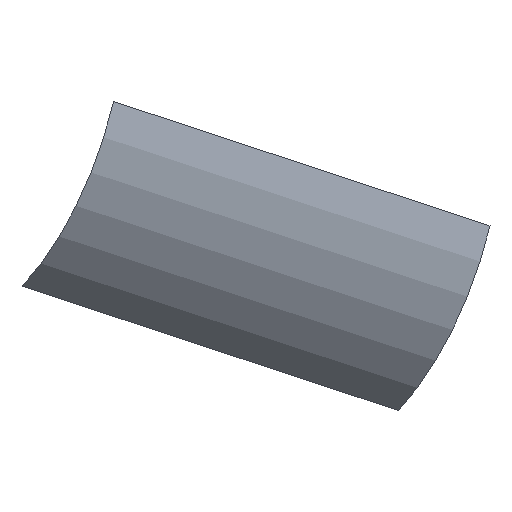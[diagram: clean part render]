
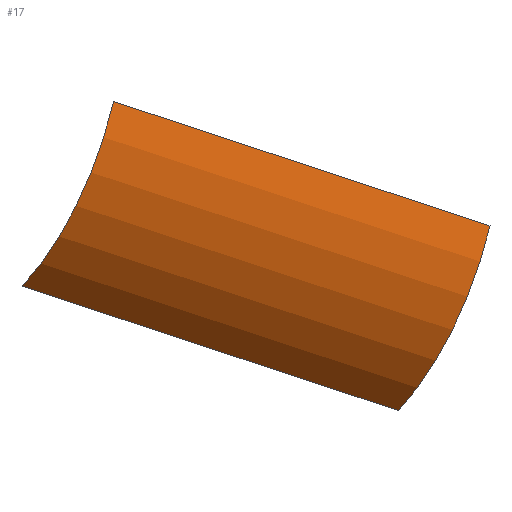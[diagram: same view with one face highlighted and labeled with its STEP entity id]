
A CAD part, top view. The second image highlights one B-rep face of the part: STEP entity #17.
In plain terms, the highlighted cylindrical face has radius 4 mm (diameter 8 mm), a partial arc.
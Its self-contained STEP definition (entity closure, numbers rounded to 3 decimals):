
#17 = ADVANCED_FACE('',(#18),#33,.T.);
#18 = FACE_BOUND('',#19,.T.);
#19 = EDGE_LOOP('',(#20,#66,#104,#143));
#20 = ORIENTED_EDGE('',*,*,#21,.F.);
#21 = EDGE_CURVE('',#22,#24,#26,.T.);
#22 = VERTEX_POINT('',#23);
#23 = CARTESIAN_POINT('',(4.254,0.553,-1.189)
  );
#24 = VERTEX_POINT('',#25);
#25 = CARTESIAN_POINT('',(2.587,-2.806,-2.292
    ));
#26 = SURFACE_CURVE('',#27,(#32),.PCURVE_S1.);
#27 = CIRCLE('',#28,4.);
#28 = AXIS2_PLACEMENT_3D('',#29,#30,#31);
#29 = CARTESIAN_POINT('',(2.393,0.363,-4.724)
  );
#30 = DIRECTION('',(0.855,-0.282,-0.435));
#31 = DIRECTION('',(0.465,0.047,0.884));
#32 = PCURVE('',#33,#38);
#33 = CYLINDRICAL_SURFACE('',#34,4.);
#34 = AXIS2_PLACEMENT_3D('',#35,#36,#37);
#35 = CARTESIAN_POINT('',(-1.027,1.49,-2.984
    ));
#36 = DIRECTION('',(-0.855,0.282,0.435));
#37 = DIRECTION('',(0.048,-0.792,0.608));
#38 = DEFINITIONAL_REPRESENTATION('',(#39),#65);
#39 = B_SPLINE_CURVE_WITH_KNOTS('',3,(#40,#41,#42,#43,#44,#45,#46,#47,
    #48,#49,#50,#51,#52,#53,#54,#55,#56,#57,#58,#59,#60,#61,#62,#63,#64)
  ,.UNSPECIFIED.,.F.,.F.,(4,1,1,1,1,1,1,1,1,1,1,1,1,1,1,1,1,1,1,1,1,1,4)
  ,(0.,0.046,0.093,0.139,
    0.186,0.232,0.278,0.325,
    0.371,0.418,0.464,0.51,
    0.557,0.603,0.65,0.696,
    0.742,0.789,0.835,0.882,
    0.928,0.974,1.021),
  .QUASI_UNIFORM_KNOTS.);
#40 = CARTESIAN_POINT('',(1.021,-4.));
#41 = CARTESIAN_POINT('',(1.005,-4.));
#42 = CARTESIAN_POINT('',(0.974,-4.));
#43 = CARTESIAN_POINT('',(0.928,-4.));
#44 = CARTESIAN_POINT('',(0.882,-4.));
#45 = CARTESIAN_POINT('',(0.835,-4.));
#46 = CARTESIAN_POINT('',(0.789,-4.));
#47 = CARTESIAN_POINT('',(0.742,-4.));
#48 = CARTESIAN_POINT('',(0.696,-4.));
#49 = CARTESIAN_POINT('',(0.65,-4.));
#50 = CARTESIAN_POINT('',(0.603,-4.));
#51 = CARTESIAN_POINT('',(0.557,-4.));
#52 = CARTESIAN_POINT('',(0.51,-4.));
#53 = CARTESIAN_POINT('',(0.464,-4.));
#54 = CARTESIAN_POINT('',(0.418,-4.));
#55 = CARTESIAN_POINT('',(0.371,-4.));
#56 = CARTESIAN_POINT('',(0.325,-4.));
#57 = CARTESIAN_POINT('',(0.278,-4.));
#58 = CARTESIAN_POINT('',(0.232,-4.));
#59 = CARTESIAN_POINT('',(0.186,-4.));
#60 = CARTESIAN_POINT('',(0.139,-4.));
#61 = CARTESIAN_POINT('',(0.093,-4.));
#62 = CARTESIAN_POINT('',(0.046,-4.));
#63 = CARTESIAN_POINT('',(0.015,-4.));
#64 = CARTESIAN_POINT('',(0.,-4.));
#65 = ( GEOMETRIC_REPRESENTATION_CONTEXT(2) 
PARAMETRIC_REPRESENTATION_CONTEXT() REPRESENTATION_CONTEXT('2D SPACE',''
  ) );
#66 = ORIENTED_EDGE('',*,*,#67,.F.);
#67 = EDGE_CURVE('',#68,#22,#70,.T.);
#68 = VERTEX_POINT('',#69);
#69 = CARTESIAN_POINT('',(-2.587,2.806,2.292)
  );
#70 = SURFACE_CURVE('',#71,(#75),.PCURVE_S1.);
#71 = LINE('',#72,#73);
#72 = CARTESIAN_POINT('',(-2.587,2.806,2.292)
  );
#73 = VECTOR('',#74,1.);
#74 = DIRECTION('',(0.855,-0.282,-0.435));
#75 = PCURVE('',#33,#76);
#76 = DEFINITIONAL_REPRESENTATION('',(#77),#103);
#77 = B_SPLINE_CURVE_WITH_KNOTS('',3,(#78,#79,#80,#81,#82,#83,#84,#85,
    #86,#87,#88,#89,#90,#91,#92,#93,#94,#95,#96,#97,#98,#99,#100,#101,
    #102),.UNSPECIFIED.,.F.,.F.,(4,1,1,1,1,1,1,1,1,1,1,1,1,1,1,1,1,1,1,1
    ,1,1,4),(-0.,0.364,0.727,1.091,
    1.455,1.818,2.182,2.545,
    2.909,3.273,3.636,4.,
    4.364,4.727,5.091,5.455,
    5.818,6.182,6.545,6.909,
    7.273,7.636,8.),.QUASI_UNIFORM_KNOTS.);
#78 = CARTESIAN_POINT('',(1.021,4.));
#79 = CARTESIAN_POINT('',(1.021,3.879));
#80 = CARTESIAN_POINT('',(1.021,3.636));
#81 = CARTESIAN_POINT('',(1.021,3.273));
#82 = CARTESIAN_POINT('',(1.021,2.909));
#83 = CARTESIAN_POINT('',(1.021,2.545));
#84 = CARTESIAN_POINT('',(1.021,2.182));
#85 = CARTESIAN_POINT('',(1.021,1.818));
#86 = CARTESIAN_POINT('',(1.021,1.455));
#87 = CARTESIAN_POINT('',(1.021,1.091));
#88 = CARTESIAN_POINT('',(1.021,0.727));
#89 = CARTESIAN_POINT('',(1.021,0.364));
#90 = CARTESIAN_POINT('',(1.021,0.));
#91 = CARTESIAN_POINT('',(1.021,-0.364));
#92 = CARTESIAN_POINT('',(1.021,-0.727));
#93 = CARTESIAN_POINT('',(1.021,-1.091));
#94 = CARTESIAN_POINT('',(1.021,-1.455));
#95 = CARTESIAN_POINT('',(1.021,-1.818));
#96 = CARTESIAN_POINT('',(1.021,-2.182));
#97 = CARTESIAN_POINT('',(1.021,-2.545));
#98 = CARTESIAN_POINT('',(1.021,-2.909));
#99 = CARTESIAN_POINT('',(1.021,-3.273));
#100 = CARTESIAN_POINT('',(1.021,-3.636));
#101 = CARTESIAN_POINT('',(1.021,-3.879));
#102 = CARTESIAN_POINT('',(1.021,-4.));
#103 = ( GEOMETRIC_REPRESENTATION_CONTEXT(2) 
PARAMETRIC_REPRESENTATION_CONTEXT() REPRESENTATION_CONTEXT('2D SPACE',''
  ) );
#104 = ORIENTED_EDGE('',*,*,#105,.F.);
#105 = EDGE_CURVE('',#106,#68,#108,.T.);
#106 = VERTEX_POINT('',#107);
#107 = CARTESIAN_POINT('',(-4.254,-0.553,1.189
    ));
#108 = SURFACE_CURVE('',#109,(#114),.PCURVE_S1.);
#109 = CIRCLE('',#110,4.);
#110 = AXIS2_PLACEMENT_3D('',#111,#112,#113);
#111 = CARTESIAN_POINT('',(-4.448,2.616,
    -1.244));
#112 = DIRECTION('',(-0.855,0.282,0.435));
#113 = DIRECTION('',(0.048,-0.792,0.608)
  );
#114 = PCURVE('',#33,#115);
#115 = DEFINITIONAL_REPRESENTATION('',(#116),#142);
#116 = B_SPLINE_CURVE_WITH_KNOTS('',3,(#117,#118,#119,#120,#121,#122,
    #123,#124,#125,#126,#127,#128,#129,#130,#131,#132,#133,#134,#135,
    #136,#137,#138,#139,#140,#141),.UNSPECIFIED.,.F.,.F.,(4,1,1,1,1,1,1,
    1,1,1,1,1,1,1,1,1,1,1,1,1,1,1,4),(0.,0.046,
    0.093,0.139,0.186,0.232,
    0.278,0.325,0.371,0.418,
    0.464,0.51,0.557,0.603,
    0.65,0.696,0.742,0.789,
    0.835,0.882,0.928,0.974,
    1.021),.QUASI_UNIFORM_KNOTS.);
#117 = CARTESIAN_POINT('',(0.,4.));
#118 = CARTESIAN_POINT('',(0.015,4.));
#119 = CARTESIAN_POINT('',(0.046,4.));
#120 = CARTESIAN_POINT('',(0.093,4.));
#121 = CARTESIAN_POINT('',(0.139,4.));
#122 = CARTESIAN_POINT('',(0.186,4.));
#123 = CARTESIAN_POINT('',(0.232,4.));
#124 = CARTESIAN_POINT('',(0.278,4.));
#125 = CARTESIAN_POINT('',(0.325,4.));
#126 = CARTESIAN_POINT('',(0.371,4.));
#127 = CARTESIAN_POINT('',(0.418,4.));
#128 = CARTESIAN_POINT('',(0.464,4.));
#129 = CARTESIAN_POINT('',(0.51,4.));
#130 = CARTESIAN_POINT('',(0.557,4.));
#131 = CARTESIAN_POINT('',(0.603,4.));
#132 = CARTESIAN_POINT('',(0.65,4.));
#133 = CARTESIAN_POINT('',(0.696,4.));
#134 = CARTESIAN_POINT('',(0.742,4.));
#135 = CARTESIAN_POINT('',(0.789,4.));
#136 = CARTESIAN_POINT('',(0.835,4.));
#137 = CARTESIAN_POINT('',(0.882,4.));
#138 = CARTESIAN_POINT('',(0.928,4.));
#139 = CARTESIAN_POINT('',(0.974,4.));
#140 = CARTESIAN_POINT('',(1.005,4.));
#141 = CARTESIAN_POINT('',(1.021,4.));
#142 = ( GEOMETRIC_REPRESENTATION_CONTEXT(2) 
PARAMETRIC_REPRESENTATION_CONTEXT() REPRESENTATION_CONTEXT('2D SPACE',''
  ) );
#143 = ORIENTED_EDGE('',*,*,#144,.F.);
#144 = EDGE_CURVE('',#24,#106,#145,.T.);
#145 = SURFACE_CURVE('',#146,(#150),.PCURVE_S1.);
#146 = LINE('',#147,#148);
#147 = CARTESIAN_POINT('',(2.587,-2.806,
    -2.292));
#148 = VECTOR('',#149,1.);
#149 = DIRECTION('',(-0.855,0.282,0.435));
#150 = PCURVE('',#33,#151);
#151 = DEFINITIONAL_REPRESENTATION('',(#152),#178);
#152 = B_SPLINE_CURVE_WITH_KNOTS('',3,(#153,#154,#155,#156,#157,#158,
    #159,#160,#161,#162,#163,#164,#165,#166,#167,#168,#169,#170,#171,
    #172,#173,#174,#175,#176,#177),.UNSPECIFIED.,.F.,.F.,(4,1,1,1,1,1,1,
    1,1,1,1,1,1,1,1,1,1,1,1,1,1,1,4),(0.,0.364,0.727,
    1.091,1.455,1.818,2.182,
    2.545,2.909,3.273,3.636,
    4.,4.364,4.727,5.091,
    5.455,5.818,6.182,6.545,
    6.909,7.273,7.636,8.),
  .QUASI_UNIFORM_KNOTS.);
#153 = CARTESIAN_POINT('',(0.,-4.));
#154 = CARTESIAN_POINT('',(0.,-3.879));
#155 = CARTESIAN_POINT('',(0.,-3.636));
#156 = CARTESIAN_POINT('',(0.,-3.273));
#157 = CARTESIAN_POINT('',(0.,-2.909));
#158 = CARTESIAN_POINT('',(0.,-2.545));
#159 = CARTESIAN_POINT('',(0.,-2.182));
#160 = CARTESIAN_POINT('',(0.,-1.818));
#161 = CARTESIAN_POINT('',(0.,-1.455));
#162 = CARTESIAN_POINT('',(0.,-1.091));
#163 = CARTESIAN_POINT('',(0.,-0.727));
#164 = CARTESIAN_POINT('',(0.,-0.364));
#165 = CARTESIAN_POINT('',(0.,0.));
#166 = CARTESIAN_POINT('',(0.,0.364));
#167 = CARTESIAN_POINT('',(0.,0.727));
#168 = CARTESIAN_POINT('',(0.,1.091));
#169 = CARTESIAN_POINT('',(0.,1.455));
#170 = CARTESIAN_POINT('',(0.,1.818));
#171 = CARTESIAN_POINT('',(0.,2.182));
#172 = CARTESIAN_POINT('',(0.,2.545));
#173 = CARTESIAN_POINT('',(0.,2.909));
#174 = CARTESIAN_POINT('',(0.,3.273));
#175 = CARTESIAN_POINT('',(0.,3.636));
#176 = CARTESIAN_POINT('',(0.,3.879));
#177 = CARTESIAN_POINT('',(0.,4.));
#178 = ( GEOMETRIC_REPRESENTATION_CONTEXT(2) 
PARAMETRIC_REPRESENTATION_CONTEXT() REPRESENTATION_CONTEXT('2D SPACE',''
  ) );
